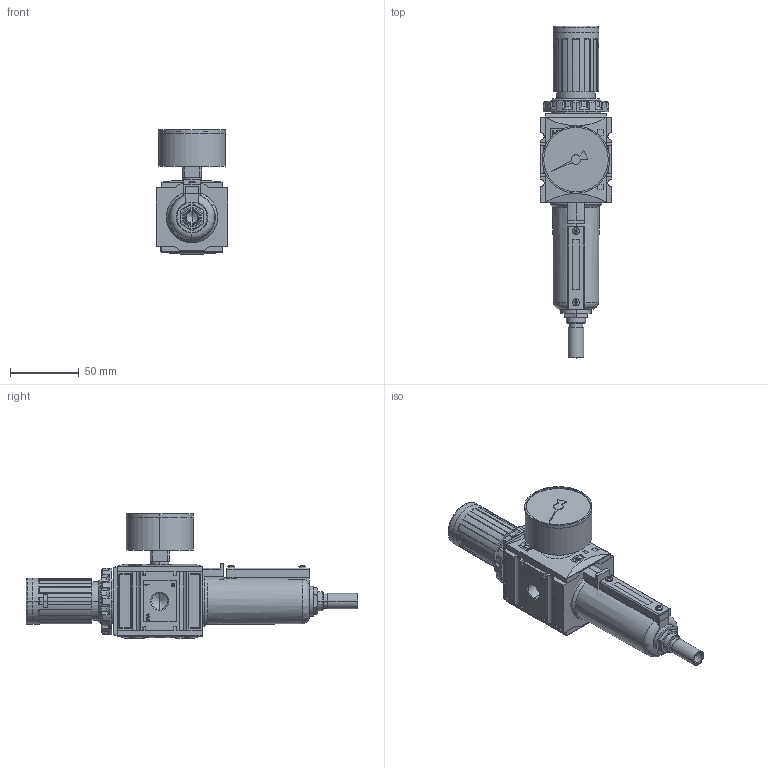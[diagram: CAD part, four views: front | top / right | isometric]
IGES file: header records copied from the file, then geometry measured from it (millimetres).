
Start section: SolidWorks IGES file using analytic representation for surfaces
Global section: file name: KFRG-114_1 H AM G.IGS; native system: SolidWorks 2013; preprocessor: SolidWorks 2013; author: technolog; date: 140109.100449; units: millimetre
Bounding box: 52 x 242 x 90.9 mm (x, y, z)
Volume: 280676.1 mm3; surface area: 93829.7 mm2
Topology: 20 solids, 20 shells, 1417 faces, 7788 edges, 10043 vertices
Faces by surface type: plane 734, revolution 612, bspline 71
